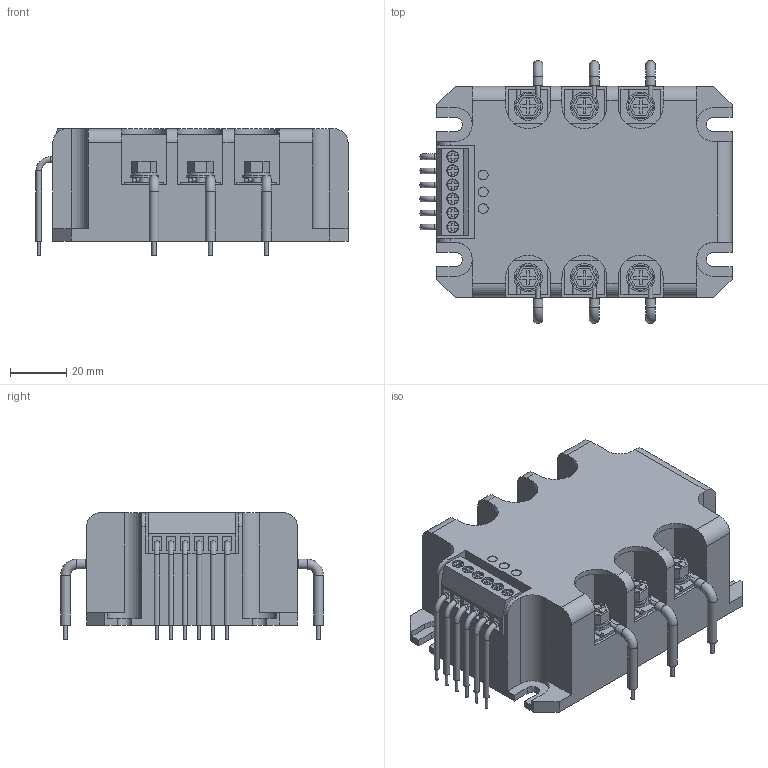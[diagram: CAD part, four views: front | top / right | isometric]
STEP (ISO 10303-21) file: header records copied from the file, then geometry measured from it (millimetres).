
FILE_DESCRIPTION( ( '' ), ' ' );
FILE_NAME( '5cc032e17a1d12172263d047.step', '2019-04-24T09:56:51', ( '' ), ( '' ), ' ', ' ', ' ' );
FILE_SCHEMA( ( 'AUTOMOTIVE_DESIGN { 1 0 10303 214 1 1 1 1 }' ) );
Length unit declared in the file: metre
Products named in the file (53): Part 53; Part 52; Part 51; Part 50; Part 49; Part 48; Part 47; Part 46; Part 45; Part 44; Part 43; Part 42; Part 41; Part 40; Part 39; Part 38; Part 37; Part 36; Part 35; Part 34; Part 33; Part 32; Part 31; Part 30; Part 29; Part 28; Part 27; Part 26; Part 25; Part 24; Part 23; Part 22; Part 21; Part 20; Part 18; Part 19; Part 16; Part 17; Part 14; Part 15 ...
Bounding box: 111 x 93.5 x 45 mm (x, y, z)
Volume: 251537 mm3; surface area: 45533.9 mm2
Topology: 53 solids, 53 shells, 682 faces, 1473 edges, 942 vertices
Faces by surface type: plane 543, cylinder 115, torus 18, cone 6
Full cylindrical faces by diameter (mm): 1 x12, 1.5 x18, 2 x12, 3.5 x24, 4.2 x12, 9 x6, 10 x6
Entity records: 23661 total; most frequent: CARTESIAN_POINT 3156, DIRECTION 3063, ORIENTED_EDGE 2706, EDGE_CURVE 1353, LINE 1041, VECTOR 1041, AXIS2_PLACEMENT_3D 1011, VERTEX_POINT 936
